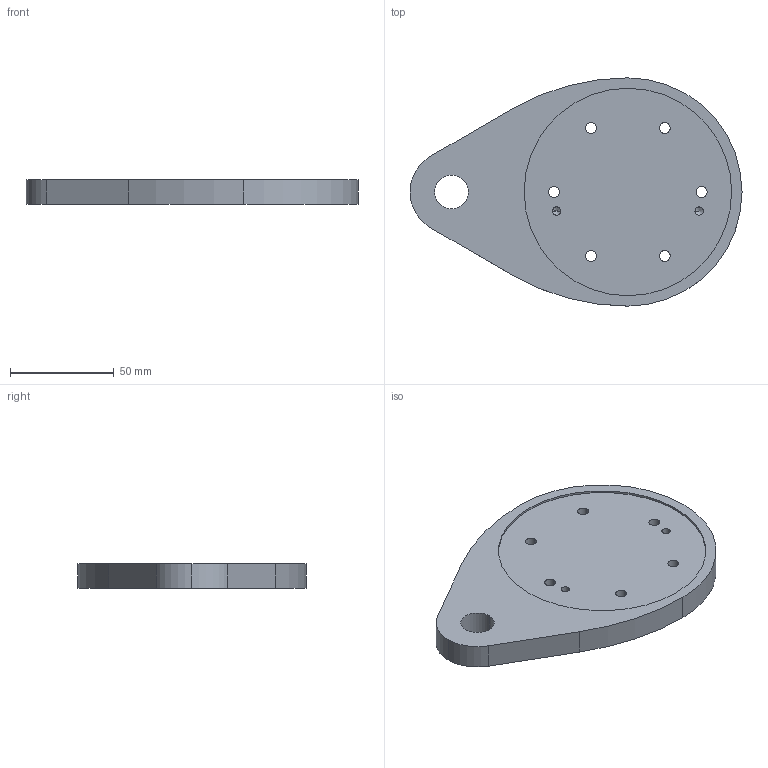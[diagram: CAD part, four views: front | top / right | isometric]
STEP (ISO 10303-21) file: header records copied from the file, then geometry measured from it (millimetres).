
FILE_DESCRIPTION (( 'STEP AP214' ), '1' );
FILE_NAME ('foot.STEP', '2025-08-17T18:08:14', ( '' ), ( '' ), 'SwSTEP 2.0', 'SolidWorks 2021', '' );
FILE_SCHEMA (( 'AUTOMOTIVE_DESIGN' ));
Length unit declared in the file: millimetre
Products named in the file (1): foot
Bounding box: 160 x 110 x 12 mm (x, y, z)
Volume: 140267 mm3; surface area: 32719.4 mm2
Topology: 1 solids, 1 shells, 53 faces, 128 edges, 82 vertices
Faces by surface type: cylinder 38, plane 11, cone 4
Entity records: 1620 total; most frequent: DIRECTION 308, CARTESIAN_POINT 260, ORIENTED_EDGE 248, AXIS2_PLACEMENT_3D 130, EDGE_CURVE 124, VERTEX_POINT 82, EDGE_LOOP 76, CIRCLE 76
